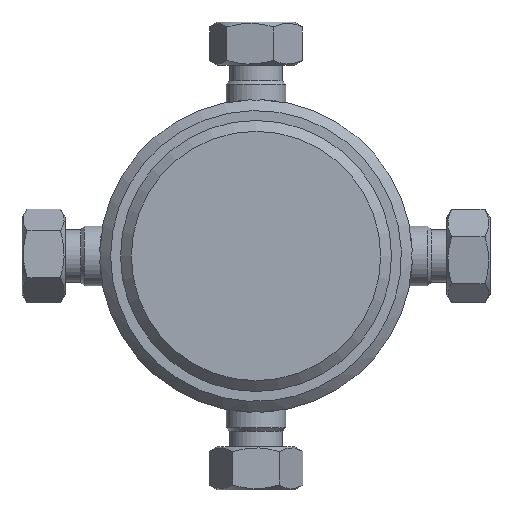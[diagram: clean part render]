
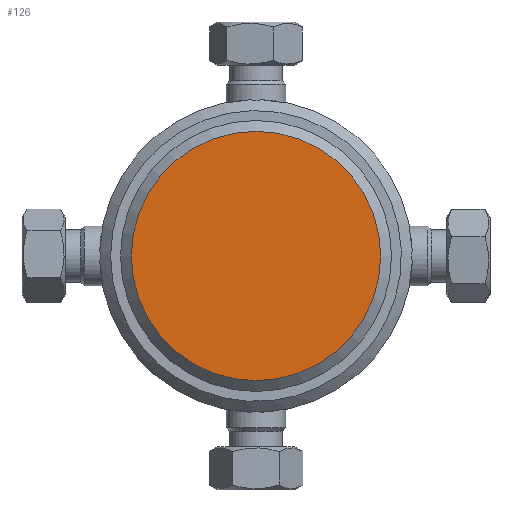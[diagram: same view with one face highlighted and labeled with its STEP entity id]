
A CAD part, left-side view. The second image highlights one B-rep face of the part: STEP entity #126.
In plain terms, the highlighted planar face has unit normal (-1, 0, 0).
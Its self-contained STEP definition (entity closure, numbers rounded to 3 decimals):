
#106=CARTESIAN_POINT('',(0.,7.295,0.));
#107=VERTEX_POINT('',#106);
#108=CARTESIAN_POINT('',(0.,0.,0.0));
#109=DIRECTION('',(1.0,0.0,0.0));
#110=DIRECTION('',(0.0,-1.0,0.0));
#111=AXIS2_PLACEMENT_3D('',#108,#109,#110);
#112=CIRCLE('',#111,7.295);
#113=EDGE_CURVE('',#107,#107,#112,.T.);
#118=CARTESIAN_POINT('',(0.0,3.965,0.0));
#119=DIRECTION('',(-1.0,0.0,0.0));
#120=DIRECTION('',(0.0,0.0,1.0));
#121=AXIS2_PLACEMENT_3D('',#118,#119,#120);
#122=PLANE('',#121);
#123=ORIENTED_EDGE('',*,*,#113,.F.);
#124=EDGE_LOOP('',(#123));
#125=FACE_OUTER_BOUND('',#124,.T.);
#126=ADVANCED_FACE('',(#125),#122,.T.);
